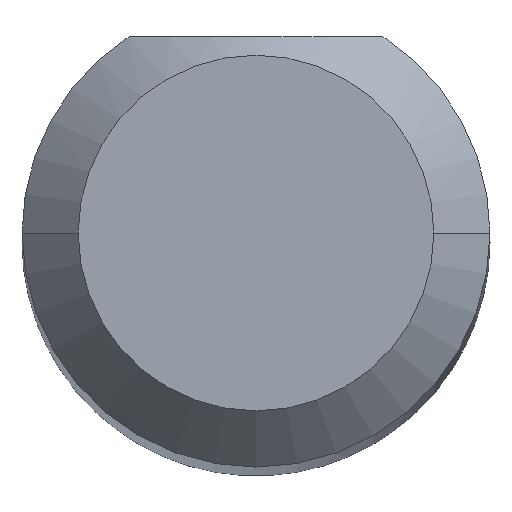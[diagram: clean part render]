
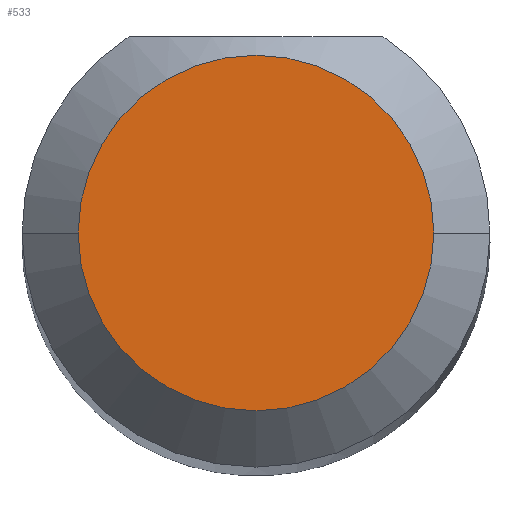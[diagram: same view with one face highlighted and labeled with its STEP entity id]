
A CAD part, top view. The second image highlights one B-rep face of the part: STEP entity #533.
In plain terms, the highlighted planar face has unit normal (0, 0, 1).
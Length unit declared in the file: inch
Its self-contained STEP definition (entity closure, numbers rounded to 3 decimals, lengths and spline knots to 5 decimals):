
#75 = CIRCLE ( 'NONE', #582, 0.0475 ) ;
#101 = DIRECTION ( 'NONE',  ( 0., 0., 1. ) ) ;
#117 = ORIENTED_EDGE ( 'NONE', *, *, #725, .T. ) ;
#124 = AXIS2_PLACEMENT_3D ( 'NONE', #138, #193, #383 ) ;
#135 = CARTESIAN_POINT ( 'NONE',  ( -0.0475, 0., 1.5 ) ) ;
#138 = CARTESIAN_POINT ( 'NONE',  ( 0., 0., 1.5 ) ) ;
#145 = DIRECTION ( 'NONE',  ( 1., 0., 0. ) ) ;
#169 = EDGE_CURVE ( 'NONE', #673, #181, #486, .T. ) ;
#181 = VERTEX_POINT ( 'NONE', #135 ) ;
#193 = DIRECTION ( 'NONE',  ( 0., 0., 1. ) ) ;
#249 = DIRECTION ( 'NONE',  ( 1., 0., 0. ) ) ;
#270 = ORIENTED_EDGE ( 'NONE', *, *, #169, .T. ) ;
#317 = CARTESIAN_POINT ( 'NONE',  ( 0., 0., 1.5 ) ) ;
#373 = PLANE ( 'NONE',  #632 ) ;
#383 = DIRECTION ( 'NONE',  ( 1., 0., 0. ) ) ;
#445 = CARTESIAN_POINT ( 'NONE',  ( 0., 0., 1.5 ) ) ;
#468 = CARTESIAN_POINT ( 'NONE',  ( 0.0475, 0., 1.5 ) ) ;
#486 = CIRCLE ( 'NONE', #124, 0.0475 ) ;
#533 = ADVANCED_FACE ( 'NONE', ( #603 ), #373, .T. ) ;
#582 = AXIS2_PLACEMENT_3D ( 'NONE', #445, #101, #145 ) ;
#587 = EDGE_LOOP ( 'NONE', ( #117, #270 ) ) ;
#603 = FACE_OUTER_BOUND ( 'NONE', #587, .T. ) ;
#620 = DIRECTION ( 'NONE',  ( 0., 0., 1. ) ) ;
#632 = AXIS2_PLACEMENT_3D ( 'NONE', #317, #620, #249 ) ;
#673 = VERTEX_POINT ( 'NONE', #468 ) ;
#725 = EDGE_CURVE ( 'NONE', #181, #673, #75, .T. ) ;
